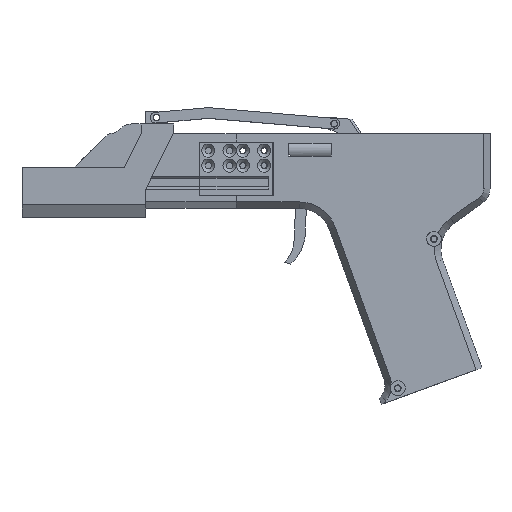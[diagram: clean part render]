
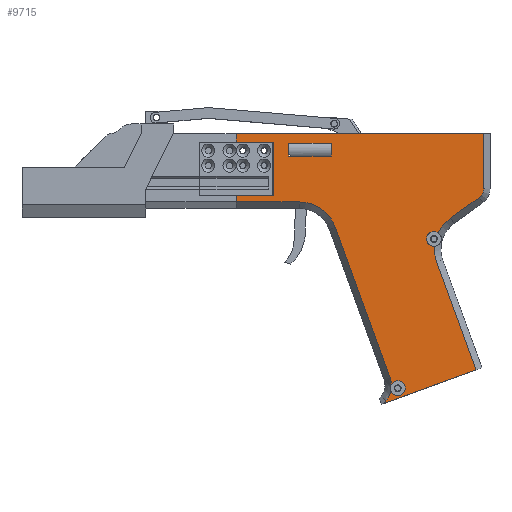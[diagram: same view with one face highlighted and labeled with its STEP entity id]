
A CAD part, top view. The second image highlights one B-rep face of the part: STEP entity #9715.
In plain terms, the highlighted planar face has unit normal (0, 0, 1).
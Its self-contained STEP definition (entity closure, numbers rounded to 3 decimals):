
#255=FACE_BOUND('',#1420,.T.);
#457=PLANE('',#10661);
#862=FACE_OUTER_BOUND('',#1419,.T.);
#1419=EDGE_LOOP('',(#7204,#7205,#7206,#7207,#7208,#7209,#7210,#7211,#7212,
#7213,#7214,#7215,#7216,#7217,#7218,#7219,#7220,#7221,#7222,#7223,#7224,
#7225));
#1420=EDGE_LOOP('',(#7226,#7227,#7228,#7229));
#2009=CIRCLE('',#10649,3.5);
#2013=CIRCLE('',#10655,3.5);
#2015=CIRCLE('',#10657,3.5);
#2018=CIRCLE('',#10662,18.);
#2019=CIRCLE('',#10663,5.);
#2020=CIRCLE('',#10664,18.);
#2021=CIRCLE('',#10665,11.);
#2022=CIRCLE('',#10666,11.);
#2023=CIRCLE('',#10667,18.);
#2445=LINE('',#14901,#3484);
#2446=LINE('',#14905,#3485);
#2447=LINE('',#14907,#3486);
#2448=LINE('',#14909,#3487);
#2449=LINE('',#14911,#3488);
#2450=LINE('',#14913,#3489);
#2451=LINE('',#14915,#3490);
#2452=LINE('',#14917,#3491);
#2453=LINE('',#14919,#3492);
#2454=LINE('',#14923,#3493);
#2455=LINE('',#14928,#3494);
#2456=LINE('',#14930,#3495);
#2457=LINE('',#14932,#3496);
#2458=LINE('',#14936,#3497);
#2459=LINE('',#14938,#3498);
#2460=LINE('',#14940,#3499);
#2461=LINE('',#14941,#3500);
#3484=VECTOR('',#11939,10.);
#3485=VECTOR('',#11942,10.);
#3486=VECTOR('',#11943,10.);
#3487=VECTOR('',#11944,10.);
#3488=VECTOR('',#11945,10.);
#3489=VECTOR('',#11946,10.);
#3490=VECTOR('',#11947,10.);
#3491=VECTOR('',#11948,10.);
#3492=VECTOR('',#11949,10.);
#3493=VECTOR('',#11952,10.);
#3494=VECTOR('',#11957,10.);
#3495=VECTOR('',#11958,10.);
#3496=VECTOR('',#11959,10.);
#3497=VECTOR('',#11962,10.);
#3498=VECTOR('',#11963,10.);
#3499=VECTOR('',#11964,10.);
#3500=VECTOR('',#11965,10.);
#4505=VERTEX_POINT('',#14831);
#4507=VERTEX_POINT('',#14843);
#4511=VERTEX_POINT('',#14870);
#4512=VERTEX_POINT('',#14871);
#4513=VERTEX_POINT('',#14886);
#4517=VERTEX_POINT('',#14898);
#4518=VERTEX_POINT('',#14900);
#4519=VERTEX_POINT('',#14902);
#4520=VERTEX_POINT('',#14904);
#4521=VERTEX_POINT('',#14906);
#4522=VERTEX_POINT('',#14908);
#4523=VERTEX_POINT('',#14910);
#4524=VERTEX_POINT('',#14912);
#4525=VERTEX_POINT('',#14914);
#4526=VERTEX_POINT('',#14916);
#4527=VERTEX_POINT('',#14918);
#4528=VERTEX_POINT('',#14920);
#4529=VERTEX_POINT('',#14922);
#4530=VERTEX_POINT('',#14925);
#4531=VERTEX_POINT('',#14927);
#4532=VERTEX_POINT('',#14929);
#4533=VERTEX_POINT('',#14931);
#4534=VERTEX_POINT('',#14934);
#4535=VERTEX_POINT('',#14935);
#4536=VERTEX_POINT('',#14937);
#4537=VERTEX_POINT('',#14939);
#5517=EDGE_CURVE('',#4507,#4505,#2009,.T.);
#5524=EDGE_CURVE('',#4513,#4511,#2013,.T.);
#5527=EDGE_CURVE('',#4512,#4513,#2015,.T.);
#5530=EDGE_CURVE('',#4517,#4505,#2018,.T.);
#5531=EDGE_CURVE('',#4518,#4517,#2445,.T.);
#5532=EDGE_CURVE('',#4519,#4518,#2019,.T.);
#5533=EDGE_CURVE('',#4520,#4519,#2446,.T.);
#5534=EDGE_CURVE('',#4520,#4521,#2447,.T.);
#5535=EDGE_CURVE('',#4521,#4522,#2448,.T.);
#5536=EDGE_CURVE('',#4522,#4523,#2449,.T.);
#5537=EDGE_CURVE('',#4523,#4524,#2450,.T.);
#5538=EDGE_CURVE('',#4524,#4525,#2451,.T.);
#5539=EDGE_CURVE('',#4525,#4526,#2452,.T.);
#5540=EDGE_CURVE('',#4527,#4526,#2453,.T.);
#5541=EDGE_CURVE('',#4528,#4527,#2020,.T.);
#5542=EDGE_CURVE('',#4529,#4528,#2454,.T.);
#5543=EDGE_CURVE('',#4512,#4529,#2021,.T.);
#5544=EDGE_CURVE('',#4530,#4511,#2022,.T.);
#5545=EDGE_CURVE('',#4531,#4530,#2455,.T.);
#5546=EDGE_CURVE('',#4531,#4532,#2456,.T.);
#5547=EDGE_CURVE('',#4533,#4532,#2457,.T.);
#5548=EDGE_CURVE('',#4507,#4533,#2023,.T.);
#5549=EDGE_CURVE('',#4534,#4535,#2458,.T.);
#5550=EDGE_CURVE('',#4535,#4536,#2459,.T.);
#5551=EDGE_CURVE('',#4536,#4537,#2460,.T.);
#5552=EDGE_CURVE('',#4537,#4534,#2461,.T.);
#7204=ORIENTED_EDGE('',*,*,#5517,.T.);
#7205=ORIENTED_EDGE('',*,*,#5530,.F.);
#7206=ORIENTED_EDGE('',*,*,#5531,.F.);
#7207=ORIENTED_EDGE('',*,*,#5532,.F.);
#7208=ORIENTED_EDGE('',*,*,#5533,.F.);
#7209=ORIENTED_EDGE('',*,*,#5534,.T.);
#7210=ORIENTED_EDGE('',*,*,#5535,.T.);
#7211=ORIENTED_EDGE('',*,*,#5536,.T.);
#7212=ORIENTED_EDGE('',*,*,#5537,.T.);
#7213=ORIENTED_EDGE('',*,*,#5538,.T.);
#7214=ORIENTED_EDGE('',*,*,#5539,.T.);
#7215=ORIENTED_EDGE('',*,*,#5540,.F.);
#7216=ORIENTED_EDGE('',*,*,#5541,.F.);
#7217=ORIENTED_EDGE('',*,*,#5542,.F.);
#7218=ORIENTED_EDGE('',*,*,#5543,.F.);
#7219=ORIENTED_EDGE('',*,*,#5527,.T.);
#7220=ORIENTED_EDGE('',*,*,#5524,.T.);
#7221=ORIENTED_EDGE('',*,*,#5544,.F.);
#7222=ORIENTED_EDGE('',*,*,#5545,.F.);
#7223=ORIENTED_EDGE('',*,*,#5546,.T.);
#7224=ORIENTED_EDGE('',*,*,#5547,.F.);
#7225=ORIENTED_EDGE('',*,*,#5548,.F.);
#7226=ORIENTED_EDGE('',*,*,#5549,.T.);
#7227=ORIENTED_EDGE('',*,*,#5550,.T.);
#7228=ORIENTED_EDGE('',*,*,#5551,.T.);
#7229=ORIENTED_EDGE('',*,*,#5552,.T.);
#9715=ADVANCED_FACE('',(#862,#255),#457,.T.);
#10649=AXIS2_PLACEMENT_3D('',#14844,#11909,#11910);
#10655=AXIS2_PLACEMENT_3D('',#14887,#11922,#11923);
#10657=AXIS2_PLACEMENT_3D('',#14891,#11927,#11928);
#10661=AXIS2_PLACEMENT_3D('',#14897,#11935,#11936);
#10662=AXIS2_PLACEMENT_3D('',#14899,#11937,#11938);
#10663=AXIS2_PLACEMENT_3D('',#14903,#11940,#11941);
#10664=AXIS2_PLACEMENT_3D('',#14921,#11950,#11951);
#10665=AXIS2_PLACEMENT_3D('',#14924,#11953,#11954);
#10666=AXIS2_PLACEMENT_3D('',#14926,#11955,#11956);
#10667=AXIS2_PLACEMENT_3D('',#14933,#11960,#11961);
#11909=DIRECTION('center_axis',(0.,0.,-1.));
#11910=DIRECTION('ref_axis',(-1.,0.,0.));
#11922=DIRECTION('center_axis',(0.,0.,-1.));
#11923=DIRECTION('ref_axis',(-1.,0.,0.));
#11927=DIRECTION('center_axis',(0.,0.,-1.));
#11928=DIRECTION('ref_axis',(-1.,0.,0.));
#11935=DIRECTION('center_axis',(0.,0.,1.));
#11936=DIRECTION('ref_axis',(1.,0.,0.));
#11937=DIRECTION('center_axis',(0.,0.,1.));
#11938=DIRECTION('ref_axis',(-0.955,0.295,0.));
#11939=DIRECTION('',(-0.813,-0.583,0.));
#11940=DIRECTION('center_axis',(0.,0.,-1.));
#11941=DIRECTION('ref_axis',(0.89,-0.457,0.));
#11942=DIRECTION('',(0.,-1.,0.));
#11943=DIRECTION('',(-1.,0.,0.));
#11944=DIRECTION('',(0.,-1.,0.));
#11945=DIRECTION('',(1.,0.,0.));
#11946=DIRECTION('',(0.,-1.,0.));
#11947=DIRECTION('',(-1.,0.,0.));
#11948=DIRECTION('',(0.,-1.,0.));
#11949=DIRECTION('',(-1.,0.,0.));
#11950=DIRECTION('center_axis',(0.,0.,1.));
#11951=DIRECTION('ref_axis',(0.574,0.819,0.));
#11952=DIRECTION('',(-0.342,0.94,0.));
#11953=DIRECTION('center_axis',(0.,0.,1.));
#11954=DIRECTION('ref_axis',(0.985,-0.174,0.));
#11955=DIRECTION('center_axis',(0.,0.,1.));
#11956=DIRECTION('ref_axis',(0.985,-0.174,0.));
#11957=DIRECTION('',(0.643,0.766,0.));
#11958=DIRECTION('',(0.94,0.342,0.));
#11959=DIRECTION('',(0.342,-0.94,0.));
#11960=DIRECTION('center_axis',(0.,0.,1.));
#11961=DIRECTION('ref_axis',(-0.955,0.295,0.));
#11962=DIRECTION('',(0.,-1.,0.));
#11963=DIRECTION('',(-1.,0.,0.));
#11964=DIRECTION('',(0.,1.,0.));
#11965=DIRECTION('',(1.,0.,0.));
#14831=CARTESIAN_POINT('',(3.013,30.863,2.5));
#14843=CARTESIAN_POINT('',(1.305,24.513,2.5));
#14844=CARTESIAN_POINT('Origin',(1.,28.,2.5));
#14870=CARTESIAN_POINT('',(-19.232,-43.344,2.5));
#14871=CARTESIAN_POINT('',(-18.921,-40.072,2.5));
#14886=CARTESIAN_POINT('',(-12.5,-42.,2.5));
#14887=CARTESIAN_POINT('Origin',(-16.,-42.,2.5));
#14891=CARTESIAN_POINT('Origin',(-16.,-42.,2.5));
#14897=CARTESIAN_POINT('Origin',(-24.007,28.704,2.5));
#14898=CARTESIAN_POINT('',(8.763,37.72,2.5));
#14899=CARTESIAN_POINT('Origin',(19.249,23.09,2.5));
#14900=CARTESIAN_POINT('',(22.174,47.331,2.5));
#14901=CARTESIAN_POINT('',(-8.822,25.118,2.5));
#14902=CARTESIAN_POINT('',(24.261,51.395,2.5));
#14903=CARTESIAN_POINT('Origin',(19.261,51.395,2.5));
#14904=CARTESIAN_POINT('',(24.261,77.286,2.5));
#14905=CARTESIAN_POINT('',(24.261,37.995,2.5));
#14906=CARTESIAN_POINT('',(-91.589,77.286,2.5));
#14907=CARTESIAN_POINT('',(-91.589,77.286,2.5));
#14908=CARTESIAN_POINT('',(-91.589,73.286,2.5));
#14909=CARTESIAN_POINT('',(-91.589,42.286,2.5));
#14910=CARTESIAN_POINT('',(-74.339,73.286,2.5));
#14911=CARTESIAN_POINT('',(-57.798,73.286,2.5));
#14912=CARTESIAN_POINT('',(-74.339,48.286,2.5));
#14913=CARTESIAN_POINT('',(-74.339,47.245,2.5));
#14914=CARTESIAN_POINT('',(-91.589,48.286,2.5));
#14915=CARTESIAN_POINT('',(-57.798,48.286,2.5));
#14916=CARTESIAN_POINT('',(-91.589,45.286,2.5));
#14917=CARTESIAN_POINT('',(-91.589,42.286,2.5));
#14918=CARTESIAN_POINT('',(-62.092,45.286,2.5));
#14919=CARTESIAN_POINT('',(-57.798,45.286,2.5));
#14920=CARTESIAN_POINT('',(-45.178,33.443,2.5));
#14921=CARTESIAN_POINT('Origin',(-62.092,27.286,2.5));
#14922=CARTESIAN_POINT('',(-19.568,-36.92,2.5));
#14923=CARTESIAN_POINT('',(-44.974,32.883,2.5));
#14924=CARTESIAN_POINT('Origin',(-29.905,-40.682,2.5));
#14925=CARTESIAN_POINT('',(-21.478,-47.753,2.5));
#14926=CARTESIAN_POINT('Origin',(-29.905,-40.682,2.5));
#14927=CARTESIAN_POINT('',(-22.737,-49.253,2.5));
#14928=CARTESIAN_POINT('',(-1.692,-24.173,2.5));
#14929=CARTESIAN_POINT('',(20.673,-33.453,2.5));
#14930=CARTESIAN_POINT('',(23.492,-32.427,2.5));
#14931=CARTESIAN_POINT('',(2.334,16.933,2.5));
#14932=CARTESIAN_POINT('',(8.071,1.17,2.5));
#14933=CARTESIAN_POINT('Origin',(19.249,23.09,2.5));
#14934=CARTESIAN_POINT('',(-47.089,72.786,2.5));
#14935=CARTESIAN_POINT('',(-47.089,66.786,2.5));
#14936=CARTESIAN_POINT('',(-47.089,47.745,2.5));
#14937=CARTESIAN_POINT('',(-67.089,66.786,2.5));
#14938=CARTESIAN_POINT('',(-45.548,66.786,2.5));
#14939=CARTESIAN_POINT('',(-67.089,72.786,2.5));
#14940=CARTESIAN_POINT('',(-67.089,50.745,2.5));
#14941=CARTESIAN_POINT('',(-35.548,72.786,2.5));
